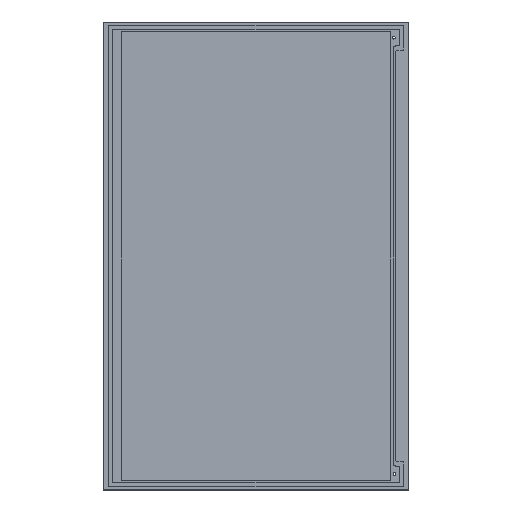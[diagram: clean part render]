
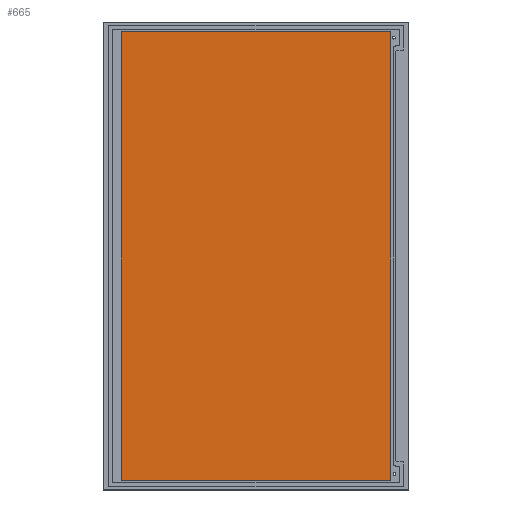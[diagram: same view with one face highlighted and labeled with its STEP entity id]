
A CAD part, top view. The second image highlights one B-rep face of the part: STEP entity #665.
In plain terms, the highlighted planar face has unit normal (0, 0, 1).
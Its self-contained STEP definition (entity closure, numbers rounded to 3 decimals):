
#73=FACE_OUTER_BOUND('',#113,.T.);
#113=EDGE_LOOP('',(#593,#594,#595,#596));
#188=LINE('',#1074,#266);
#191=LINE('',#1079,#269);
#192=LINE('',#1082,#270);
#194=LINE('',#1085,#272);
#266=VECTOR('',#885,10.);
#269=VECTOR('',#890,10.);
#270=VECTOR('',#893,10.);
#272=VECTOR('',#897,10.);
#329=VERTEX_POINT('',#1071);
#330=VERTEX_POINT('',#1073);
#331=VERTEX_POINT('',#1077);
#332=VERTEX_POINT('',#1081);
#416=EDGE_CURVE('',#330,#329,#188,.T.);
#419=EDGE_CURVE('',#329,#331,#191,.T.);
#420=EDGE_CURVE('',#332,#330,#192,.T.);
#422=EDGE_CURVE('',#331,#332,#194,.T.);
#593=ORIENTED_EDGE('',*,*,#422,.T.);
#594=ORIENTED_EDGE('',*,*,#420,.T.);
#595=ORIENTED_EDGE('',*,*,#416,.T.);
#596=ORIENTED_EDGE('',*,*,#419,.T.);
#630=PLANE('',#726);
#665=ADVANCED_FACE('',(#73),#630,.T.);
#726=AXIS2_PLACEMENT_3D('',#1086,#898,#899);
#885=DIRECTION('',(0.,-1.,0.));
#890=DIRECTION('',(1.,0.,0.));
#893=DIRECTION('',(-1.,0.,0.));
#897=DIRECTION('',(0.,1.,0.));
#898=DIRECTION('center_axis',(0.,0.,1.));
#899=DIRECTION('ref_axis',(1.,0.,0.));
#1071=CARTESIAN_POINT('',(-197.601,65.734,1.18));
#1073=CARTESIAN_POINT('',(-197.601,228.934,1.18));
#1074=CARTESIAN_POINT('',(-197.601,228.934,1.18));
#1077=CARTESIAN_POINT('',(-99.601,65.734,1.18));
#1079=CARTESIAN_POINT('',(-197.601,65.734,1.18));
#1081=CARTESIAN_POINT('',(-99.601,228.934,1.18));
#1082=CARTESIAN_POINT('',(-99.601,228.934,1.18));
#1085=CARTESIAN_POINT('',(-99.601,65.734,1.18));
#1086=CARTESIAN_POINT('Origin',(-148.601,147.334,1.18));
